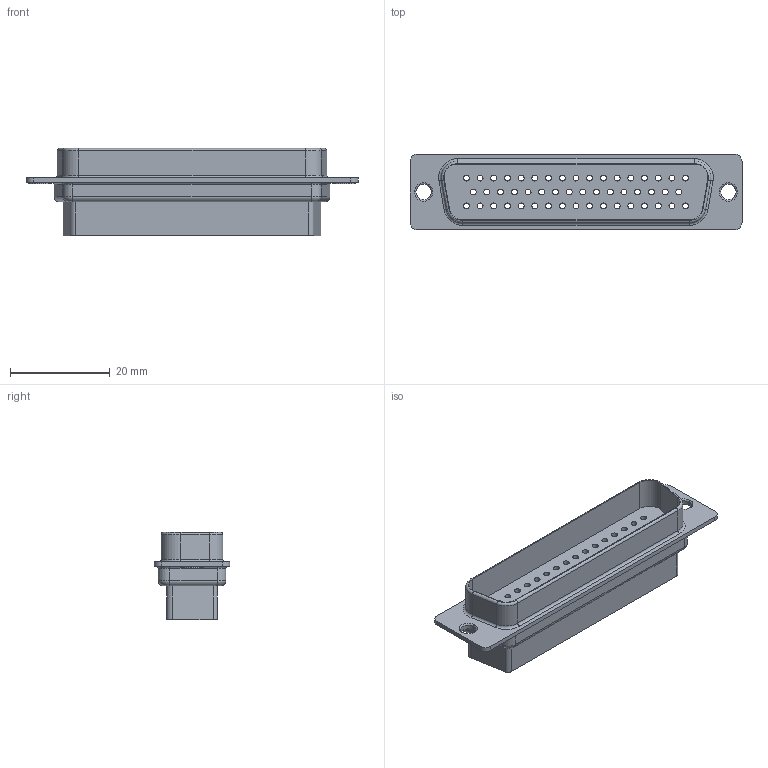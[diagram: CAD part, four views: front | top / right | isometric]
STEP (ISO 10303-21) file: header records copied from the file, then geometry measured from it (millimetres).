
FILE_DESCRIPTION(('Creo Elements/Direct Modeling STEP Export'),'2;1');
FILE_NAME('0ln7uvk5h8741en3060','2022-02-16T14:16:11',(''),(''),'Creo Elements/Direct Modeling STEP processor for AP214 (Solid Model)','Creo Elements/Direct Modeling 20.1B 02-Apr-2019 (C) Parametric Technology GmbH','');
FILE_SCHEMA(('AUTOMOTIVE_DESIGN { 1 0 10303 214 1 1 1 1 }'));
Length unit declared in the file: millimetre
Products named in the file (2): DPTCM_50
Assembly tree (1 placements, depth 2):
  DPTCM_50
    DPTCM_50
Bounding box: 66.6 x 15.2 x 17.5 mm (x, y, z)
Volume: 5004.7 mm3; surface area: 8753.1 mm2
Topology: 1 solids, 1 shells, 342 faces, 816 edges, 532 vertices
Faces by surface type: cylinder 244, plane 78, torus 20
Entity records: 12083 total; most frequent: ORIENTED_EDGE 1632, DIRECTION 1596, CARTESIAN_POINT 1482, EDGE_CURVE 816, AXIS2_PLACEMENT_3D 646, VERTEX_POINT 532, EDGE_LOOP 502, COLOUR_RGB 343
